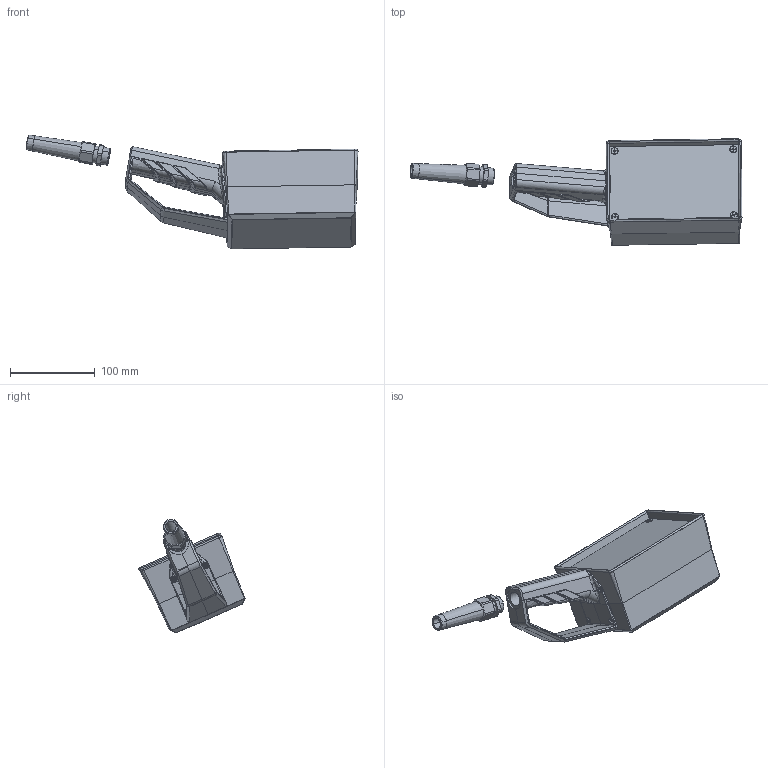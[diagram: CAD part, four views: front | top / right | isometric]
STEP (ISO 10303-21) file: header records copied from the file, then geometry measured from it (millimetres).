
FILE_DESCRIPTION (( 'STEP AP214' ), '1' );
FILE_NAME ('29215000.STEP', '2014-10-15T12:53:50', ( 'Schubert' ), ( 'Hewlett-Packard Company' ), 'SwSTEP 2.0', 'SolidWorks 2014', '' );
FILE_SCHEMA (( 'AUTOMOTIVE_DESIGN' ));
Length unit declared in the file: millimetre
Products named in the file (10): 08100120; 93253; 82139; 95168; 82135; 21354; 82151; 21347; 21350_Bearbeitung f〉 Pilot 150 29-2-213480-01-0; 29215000
Assembly tree (12 placements, depth 2):
  29215000
    21350_Bearbeitung f〉 Pilot 150 29-2-213480-01-0
    21347
    82151
    21354
    82135
    95168
    82139
    93253  x4
    08100120
Bounding box: 391.51 x 125.52 x 134.21 mm (x, y, z)
Volume: 401520.9 mm3; surface area: 221222.3 mm2
Topology: 12 solids, 12 shells, 958 faces, 2395 edges, 1489 vertices
Faces by surface type: plane 345, cylinder 283, bspline 184, cone 118, torus 16, sphere 12
Entity records: 33274 total; most frequent: CARTESIAN_POINT 13629, ORIENTED_EDGE 4390, DIRECTION 3517, EDGE_CURVE 2195, VERTEX_POINT 1369, AXIS2_PLACEMENT_3D 1275, EDGE_LOOP 978, VECTOR 967
